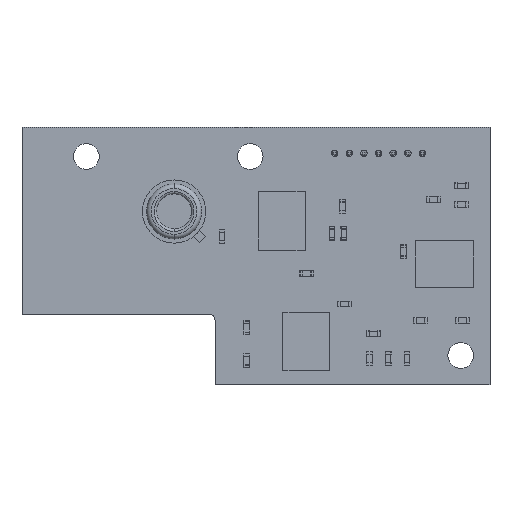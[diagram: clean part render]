
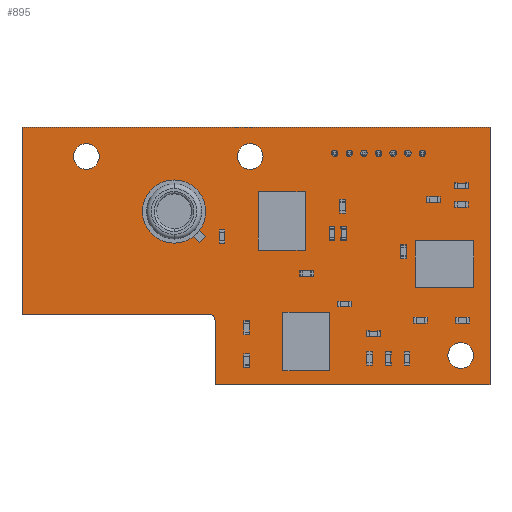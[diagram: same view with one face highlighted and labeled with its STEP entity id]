
A CAD part, top view. The second image highlights one B-rep face of the part: STEP entity #895.
In plain terms, the highlighted planar face has unit normal (0, 0, 1).
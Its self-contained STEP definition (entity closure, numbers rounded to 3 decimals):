
#200 = VERTEX_POINT('',#201);
#201 = CARTESIAN_POINT('',(0.,0.,1.52));
#207 = EDGE_CURVE('',#200,#208,#210,.T.);
#208 = VERTEX_POINT('',#209);
#209 = CARTESIAN_POINT('',(16.1,0.,1.52));
#210 = LINE('',#211,#212);
#211 = CARTESIAN_POINT('',(0.,0.,1.52));
#212 = VECTOR('',#213,1.);
#213 = DIRECTION('',(1.,0.,0.));
#238 = EDGE_CURVE('',#208,#239,#241,.T.);
#239 = VERTEX_POINT('',#240);
#240 = CARTESIAN_POINT('',(16.5,-0.5,1.52));
#241 = CIRCLE('',#242,0.512);
#242 = AXIS2_PLACEMENT_3D('',#243,#244,#245);
#243 = CARTESIAN_POINT('',(15.988,-0.5,1.52));
#244 = DIRECTION('',(0.,0.,-1.));
#245 = DIRECTION('',(0.219,0.976,0.));
#271 = EDGE_CURVE('',#239,#272,#274,.T.);
#272 = VERTEX_POINT('',#273);
#273 = CARTESIAN_POINT('',(16.5,-6.,1.52));
#274 = LINE('',#275,#276);
#275 = CARTESIAN_POINT('',(16.5,-0.5,1.52));
#276 = VECTOR('',#277,1.);
#277 = DIRECTION('',(0.,-1.,0.));
#302 = EDGE_CURVE('',#272,#303,#305,.T.);
#303 = VERTEX_POINT('',#304);
#304 = CARTESIAN_POINT('',(40.,-6.,1.52));
#305 = LINE('',#306,#307);
#306 = CARTESIAN_POINT('',(16.5,-6.,1.52));
#307 = VECTOR('',#308,1.);
#308 = DIRECTION('',(1.,0.,0.));
#333 = EDGE_CURVE('',#303,#334,#336,.T.);
#334 = VERTEX_POINT('',#335);
#335 = CARTESIAN_POINT('',(40.,16.,1.52));
#336 = LINE('',#337,#338);
#337 = CARTESIAN_POINT('',(40.,-6.,1.52));
#338 = VECTOR('',#339,1.);
#339 = DIRECTION('',(0.,1.,0.));
#364 = EDGE_CURVE('',#334,#365,#367,.T.);
#365 = VERTEX_POINT('',#366);
#366 = CARTESIAN_POINT('',(0.,16.,1.52));
#367 = LINE('',#368,#369);
#368 = CARTESIAN_POINT('',(40.,16.,1.52));
#369 = VECTOR('',#370,1.);
#370 = DIRECTION('',(-1.,0.,0.));
#395 = EDGE_CURVE('',#365,#200,#396,.T.);
#396 = LINE('',#397,#398);
#397 = CARTESIAN_POINT('',(0.,16.,1.52));
#398 = VECTOR('',#399,1.);
#399 = DIRECTION('',(0.,-1.,0.));
#419 = VERTEX_POINT('',#420);
#420 = CARTESIAN_POINT('',(12.13,8.8,1.52));
#426 = EDGE_CURVE('',#419,#419,#427,.T.);
#427 = CIRCLE('',#428,0.4);
#428 = AXIS2_PLACEMENT_3D('',#429,#430,#431);
#429 = CARTESIAN_POINT('',(11.73,8.8,1.52));
#430 = DIRECTION('',(0.,0.,1.));
#431 = DIRECTION('',(1.,0.,-0.));
#452 = VERTEX_POINT('',#453);
#453 = CARTESIAN_POINT('',(14.67,8.8,1.52));
#459 = EDGE_CURVE('',#452,#452,#460,.T.);
#460 = CIRCLE('',#461,0.4);
#461 = AXIS2_PLACEMENT_3D('',#462,#463,#464);
#462 = CARTESIAN_POINT('',(14.27,8.8,1.52));
#463 = DIRECTION('',(0.,0.,1.));
#464 = DIRECTION('',(1.,0.,-0.));
#485 = VERTEX_POINT('',#486);
#486 = CARTESIAN_POINT('',(13.4,10.07,1.52));
#492 = EDGE_CURVE('',#485,#485,#493,.T.);
#493 = CIRCLE('',#494,0.4);
#494 = AXIS2_PLACEMENT_3D('',#495,#496,#497);
#495 = CARTESIAN_POINT('',(13.,10.07,1.52));
#496 = DIRECTION('',(0.,0.,1.));
#497 = DIRECTION('',(1.,0.,-0.));
#518 = VERTEX_POINT('',#519);
#519 = CARTESIAN_POINT('',(6.6,13.5,1.52));
#525 = EDGE_CURVE('',#518,#518,#526,.T.);
#526 = CIRCLE('',#527,1.1);
#527 = AXIS2_PLACEMENT_3D('',#528,#529,#530);
#528 = CARTESIAN_POINT('',(5.5,13.5,1.52));
#529 = DIRECTION('',(0.,0.,1.));
#530 = DIRECTION('',(1.,0.,-0.));
#551 = VERTEX_POINT('',#552);
#552 = CARTESIAN_POINT('',(27.004,13.775,1.52));
#558 = EDGE_CURVE('',#551,#551,#559,.T.);
#559 = CIRCLE('',#560,0.279);
#560 = AXIS2_PLACEMENT_3D('',#561,#562,#563);
#561 = CARTESIAN_POINT('',(26.725,13.775,1.52));
#562 = DIRECTION('',(0.,0.,1.));
#563 = DIRECTION('',(1.,0.,-0.));
#584 = VERTEX_POINT('',#585);
#585 = CARTESIAN_POINT('',(20.6,13.5,1.52));
#591 = EDGE_CURVE('',#584,#584,#592,.T.);
#592 = CIRCLE('',#593,1.1);
#593 = AXIS2_PLACEMENT_3D('',#594,#595,#596);
#594 = CARTESIAN_POINT('',(19.5,13.5,1.52));
#595 = DIRECTION('',(0.,0.,1.));
#596 = DIRECTION('',(1.,0.,-0.));
#617 = VERTEX_POINT('',#618);
#618 = CARTESIAN_POINT('',(33.254,13.775,1.52));
#624 = EDGE_CURVE('',#617,#617,#625,.T.);
#625 = CIRCLE('',#626,0.279);
#626 = AXIS2_PLACEMENT_3D('',#627,#628,#629);
#627 = CARTESIAN_POINT('',(32.975,13.775,1.52));
#628 = DIRECTION('',(0.,0.,1.));
#629 = DIRECTION('',(1.,0.,-0.));
#650 = VERTEX_POINT('',#651);
#651 = CARTESIAN_POINT('',(38.6,-3.5,1.52));
#657 = EDGE_CURVE('',#650,#650,#658,.T.);
#658 = CIRCLE('',#659,1.1);
#659 = AXIS2_PLACEMENT_3D('',#660,#661,#662);
#660 = CARTESIAN_POINT('',(37.5,-3.5,1.52));
#661 = DIRECTION('',(0.,0.,1.));
#662 = DIRECTION('',(1.,0.,-0.));
#683 = VERTEX_POINT('',#684);
#684 = CARTESIAN_POINT('',(34.504,13.775,1.52));
#690 = EDGE_CURVE('',#683,#683,#691,.T.);
#691 = CIRCLE('',#692,0.279);
#692 = AXIS2_PLACEMENT_3D('',#693,#694,#695);
#693 = CARTESIAN_POINT('',(34.225,13.775,1.52));
#694 = DIRECTION('',(0.,0.,1.));
#695 = DIRECTION('',(1.,0.,-0.));
#716 = VERTEX_POINT('',#717);
#717 = CARTESIAN_POINT('',(29.504,13.775,1.52));
#723 = EDGE_CURVE('',#716,#716,#724,.T.);
#724 = CIRCLE('',#725,0.279);
#725 = AXIS2_PLACEMENT_3D('',#726,#727,#728);
#726 = CARTESIAN_POINT('',(29.225,13.775,1.52));
#727 = DIRECTION('',(0.,0.,1.));
#728 = DIRECTION('',(1.,0.,-0.));
#749 = VERTEX_POINT('',#750);
#750 = CARTESIAN_POINT('',(28.254,13.775,1.52));
#756 = EDGE_CURVE('',#749,#749,#757,.T.);
#757 = CIRCLE('',#758,0.279);
#758 = AXIS2_PLACEMENT_3D('',#759,#760,#761);
#759 = CARTESIAN_POINT('',(27.975,13.775,1.52));
#760 = DIRECTION('',(0.,0.,1.));
#761 = DIRECTION('',(1.,0.,-0.));
#782 = VERTEX_POINT('',#783);
#783 = CARTESIAN_POINT('',(32.004,13.775,1.52));
#789 = EDGE_CURVE('',#782,#782,#790,.T.);
#790 = CIRCLE('',#791,0.279);
#791 = AXIS2_PLACEMENT_3D('',#792,#793,#794);
#792 = CARTESIAN_POINT('',(31.725,13.775,1.52));
#793 = DIRECTION('',(0.,0.,1.));
#794 = DIRECTION('',(1.,0.,-0.));
#815 = VERTEX_POINT('',#816);
#816 = CARTESIAN_POINT('',(30.754,13.775,1.52));
#822 = EDGE_CURVE('',#815,#815,#823,.T.);
#823 = CIRCLE('',#824,0.279);
#824 = AXIS2_PLACEMENT_3D('',#825,#826,#827);
#825 = CARTESIAN_POINT('',(30.475,13.775,1.52));
#826 = DIRECTION('',(0.,0.,1.));
#827 = DIRECTION('',(1.,0.,-0.));
#895 = ADVANCED_FACE('',(#896,#905,#908,#911,#914,#917,#920,#923,#926,
    #929,#932,#935,#938,#941),#944,.T.);
#896 = FACE_BOUND('',#897,.T.);
#897 = EDGE_LOOP('',(#898,#899,#900,#901,#902,#903,#904));
#898 = ORIENTED_EDGE('',*,*,#207,.T.);
#899 = ORIENTED_EDGE('',*,*,#238,.T.);
#900 = ORIENTED_EDGE('',*,*,#271,.T.);
#901 = ORIENTED_EDGE('',*,*,#302,.T.);
#902 = ORIENTED_EDGE('',*,*,#333,.T.);
#903 = ORIENTED_EDGE('',*,*,#364,.T.);
#904 = ORIENTED_EDGE('',*,*,#395,.T.);
#905 = FACE_BOUND('',#906,.T.);
#906 = EDGE_LOOP('',(#907));
#907 = ORIENTED_EDGE('',*,*,#426,.F.);
#908 = FACE_BOUND('',#909,.T.);
#909 = EDGE_LOOP('',(#910));
#910 = ORIENTED_EDGE('',*,*,#459,.F.);
#911 = FACE_BOUND('',#912,.T.);
#912 = EDGE_LOOP('',(#913));
#913 = ORIENTED_EDGE('',*,*,#492,.F.);
#914 = FACE_BOUND('',#915,.T.);
#915 = EDGE_LOOP('',(#916));
#916 = ORIENTED_EDGE('',*,*,#525,.F.);
#917 = FACE_BOUND('',#918,.T.);
#918 = EDGE_LOOP('',(#919));
#919 = ORIENTED_EDGE('',*,*,#558,.F.);
#920 = FACE_BOUND('',#921,.T.);
#921 = EDGE_LOOP('',(#922));
#922 = ORIENTED_EDGE('',*,*,#591,.F.);
#923 = FACE_BOUND('',#924,.T.);
#924 = EDGE_LOOP('',(#925));
#925 = ORIENTED_EDGE('',*,*,#624,.F.);
#926 = FACE_BOUND('',#927,.T.);
#927 = EDGE_LOOP('',(#928));
#928 = ORIENTED_EDGE('',*,*,#657,.F.);
#929 = FACE_BOUND('',#930,.T.);
#930 = EDGE_LOOP('',(#931));
#931 = ORIENTED_EDGE('',*,*,#690,.F.);
#932 = FACE_BOUND('',#933,.T.);
#933 = EDGE_LOOP('',(#934));
#934 = ORIENTED_EDGE('',*,*,#723,.F.);
#935 = FACE_BOUND('',#936,.T.);
#936 = EDGE_LOOP('',(#937));
#937 = ORIENTED_EDGE('',*,*,#756,.F.);
#938 = FACE_BOUND('',#939,.T.);
#939 = EDGE_LOOP('',(#940));
#940 = ORIENTED_EDGE('',*,*,#789,.F.);
#941 = FACE_BOUND('',#942,.T.);
#942 = EDGE_LOOP('',(#943));
#943 = ORIENTED_EDGE('',*,*,#822,.F.);
#944 = PLANE('',#945);
#945 = AXIS2_PLACEMENT_3D('',#946,#947,#948);
#946 = CARTESIAN_POINT('',(20.806,5.808,1.52));
#947 = DIRECTION('',(0.,0.,1.));
#948 = DIRECTION('',(1.,0.,-0.));
